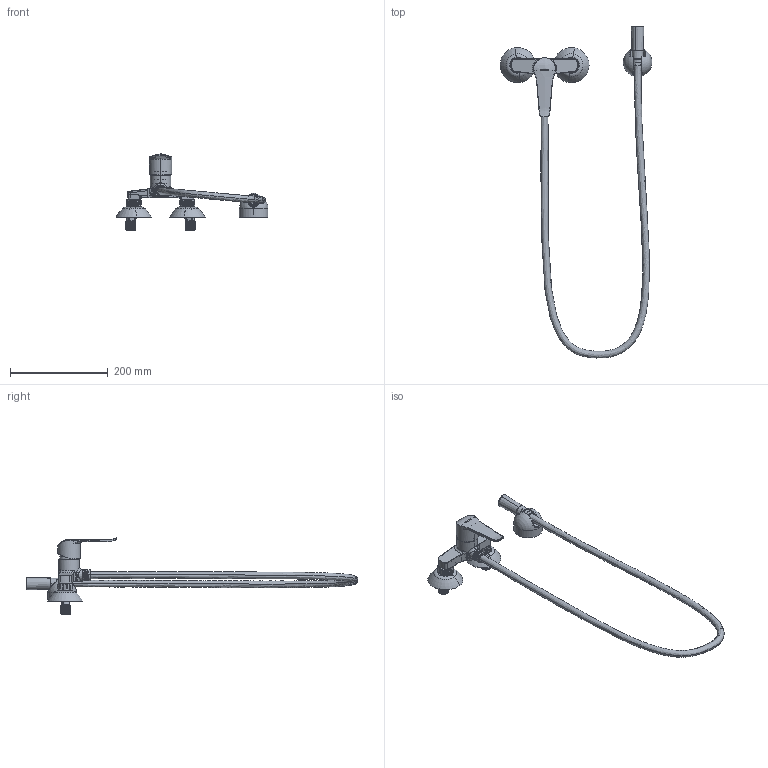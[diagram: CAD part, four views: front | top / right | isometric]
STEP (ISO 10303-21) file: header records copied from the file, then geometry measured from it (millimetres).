
FILE_DESCRIPTION (( 'STEP AP203' ), '1' );
FILE_NAME ('64F305174.STEP', '2025-07-07T09:26:03', ( '' ), ( '' ), 'SwSTEP 2.0', 'SolidWorks 2021', '' );
FILE_SCHEMA (( 'CONFIG_CONTROL_DESIGN' ));
Length unit declared in the file: millimetre
Products named in the file (1): 64F305174
Bounding box: 310.78 x 679.56 x 155.6 mm (x, y, z)
Volume: 356144.9 mm3; surface area: 199498.5 mm2
Topology: 18 solids, 18 shells, 1450 faces, 3710 edges, 2339 vertices
Faces by surface type: cylinder 560, plane 374, bspline 353, cone 98, torus 51, sphere 14
Entity records: 94022 total; most frequent: CARTESIAN_POINT 62458, ORIENTED_EDGE 7380, DIRECTION 5468, EDGE_CURVE 3690, VERTEX_POINT 2339, AXIS2_PLACEMENT_3D 2127, EDGE_LOOP 1613, FACE_OUTER_BOUND 1450
